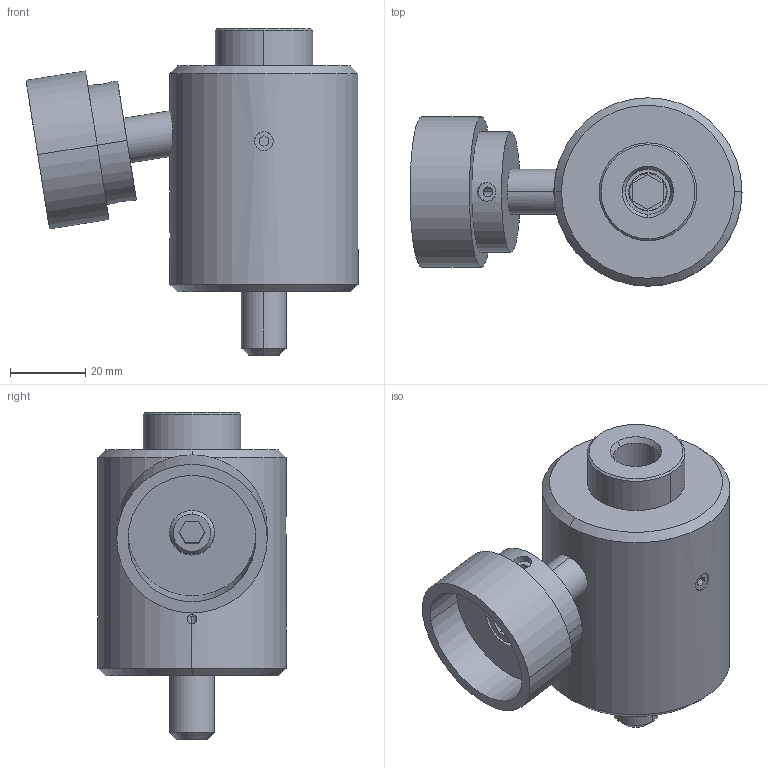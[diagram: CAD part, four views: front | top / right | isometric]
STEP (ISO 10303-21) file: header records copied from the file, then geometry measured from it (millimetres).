
FILE_DESCRIPTION (( 'STEP AP203' ), '1' );
FILE_NAME ('bj351-12001c.STEP', '2021-10-25T01:24:39', ( '' ), ( '' ), 'SwSTEP 2.0', 'SolidWorks 2020', '' );
FILE_SCHEMA (( 'CONFIG_CONTROL_DESIGN' ));
Length unit declared in the file: millimetre
Products named in the file (4): bj351-12001c_01; bj351-12001c_03; bj351-12001c_02; bj351-12001c
Assembly tree (3 placements, depth 2):
  bj351-12001c
    bj351-12001c_01
    bj351-12001c_02
    bj351-12001c_03
Bounding box: 88.26 x 50 x 87 mm (x, y, z)
Volume: 129028.2 mm3; surface area: 32214.6 mm2
Topology: 3 solids, 3 shells, 99 faces, 219 edges, 138 vertices
Faces by surface type: plane 39, cylinder 38, cone 20, torus 2
Entity records: 3481 total; most frequent: CARTESIAN_POINT 804, DIRECTION 509, ORIENTED_EDGE 438, EDGE_CURVE 219, AXIS2_PLACEMENT_3D 197, VERTEX_POINT 138, EDGE_LOOP 119, VECTOR 115
